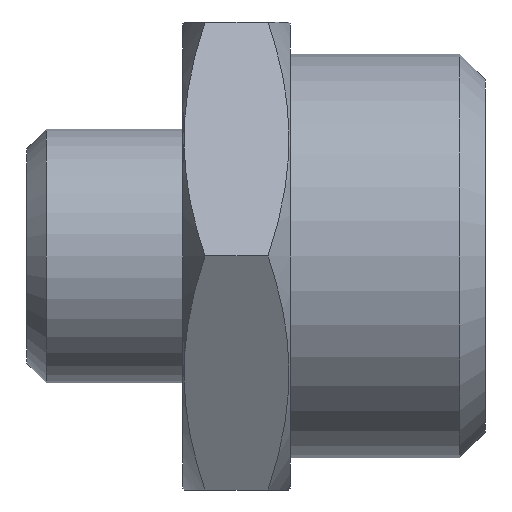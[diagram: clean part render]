
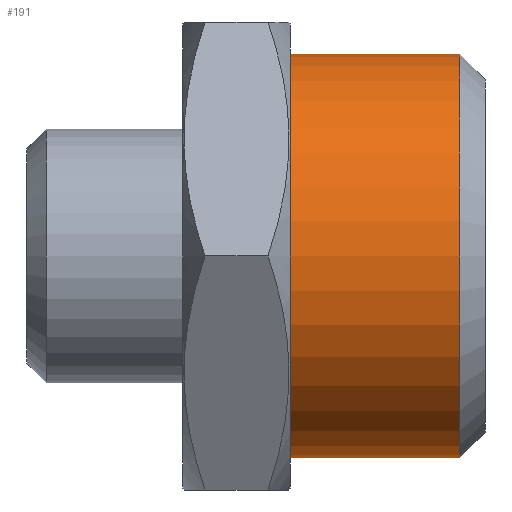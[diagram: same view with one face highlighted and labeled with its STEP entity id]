
A CAD part, left-side view. The second image highlights one B-rep face of the part: STEP entity #191.
In plain terms, the highlighted cylindrical face has radius 10.35 mm (diameter 20.7 mm), a partial arc.
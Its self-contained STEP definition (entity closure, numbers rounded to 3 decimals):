
#70 = EDGE_CURVE ( 'NONE', #83, #109, #491, .T. ) ;
#83 = VERTEX_POINT ( 'NONE', #440 ) ;
#84 = VERTEX_POINT ( 'NONE', #439 ) ;
#105 = EDGE_CURVE ( 'NONE', #84, #106, #593, .T. ) ;
#106 = VERTEX_POINT ( 'NONE', #602 ) ;
#109 = VERTEX_POINT ( 'NONE', #601 ) ;
#161 = ORIENTED_EDGE ( 'NONE', *, *, #70, .T. ) ;
#191 = ADVANCED_FACE ( 'NONE', ( #754 ), #753, .T. ) ;
#192 = EDGE_LOOP ( 'NONE', ( #354, #355, #161, #311 ) ) ;
#201 = EDGE_CURVE ( 'NONE', #106, #109, #773, .T. ) ;
#311 = ORIENTED_EDGE ( 'NONE', *, *, #201, .F. ) ;
#354 = ORIENTED_EDGE ( 'NONE', *, *, #105, .F. ) ;
#355 = ORIENTED_EDGE ( 'NONE', *, *, #356, .T. ) ;
#356 = EDGE_CURVE ( 'NONE', #84, #83, #902, .T. ) ;
#439 = CARTESIAN_POINT ( 'NONE',  ( 0., 10., 10.35 ) ) ;
#440 = CARTESIAN_POINT ( 'NONE',  ( 0., 10., -10.35 ) ) ;
#473 = DIRECTION ( 'NONE',  ( 0., -1., 0. ) ) ;
#474 = VECTOR ( 'NONE', #473, 1000. ) ;
#475 = CARTESIAN_POINT ( 'NONE',  ( 0., -6.209, -10.35 ) ) ;
#491 = LINE ( 'NONE', #475, #474 ) ;
#590 = DIRECTION ( 'NONE',  ( 0., -1., 0. ) ) ;
#591 = VECTOR ( 'NONE', #590, 1000. ) ;
#592 = CARTESIAN_POINT ( 'NONE',  ( 0., -6.209, 10.35 ) ) ;
#593 = LINE ( 'NONE', #592, #591 ) ;
#601 = CARTESIAN_POINT ( 'NONE',  ( 0., 1.3, -10.35 ) ) ;
#602 = CARTESIAN_POINT ( 'NONE',  ( 0., 1.3, 10.35 ) ) ;
#748 = DIRECTION ( 'NONE',  ( 0., 0., -1. ) ) ;
#749 = DIRECTION ( 'NONE',  ( 0., -1., 0. ) ) ;
#750 = AXIS2_PLACEMENT_3D ( 'NONE', #752, #749, #748 ) ;
#752 = CARTESIAN_POINT ( 'NONE',  ( 0., -6.209, 0. ) ) ;
#753 = CYLINDRICAL_SURFACE ( 'NONE', #750, 10.35 ) ;
#754 = FACE_OUTER_BOUND ( 'NONE', #192, .T. ) ;
#769 = DIRECTION ( 'NONE',  ( 0., 0., -1. ) ) ;
#770 = DIRECTION ( 'NONE',  ( 0., -1., 0. ) ) ;
#771 = CARTESIAN_POINT ( 'NONE',  ( 0., 1.3, 0. ) ) ;
#772 = AXIS2_PLACEMENT_3D ( 'NONE', #771, #770, #769 ) ;
#773 = CIRCLE ( 'NONE', #772, 10.35 ) ;
#898 = DIRECTION ( 'NONE',  ( 0., 0., -1. ) ) ;
#899 = DIRECTION ( 'NONE',  ( 0., -1., 0. ) ) ;
#900 = CARTESIAN_POINT ( 'NONE',  ( 0., 10., 0. ) ) ;
#901 = AXIS2_PLACEMENT_3D ( 'NONE', #900, #899, #898 ) ;
#902 = CIRCLE ( 'NONE', #901, 10.35 ) ;
